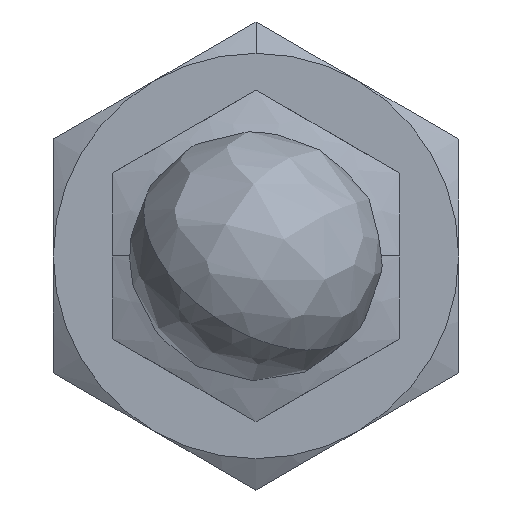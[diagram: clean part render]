
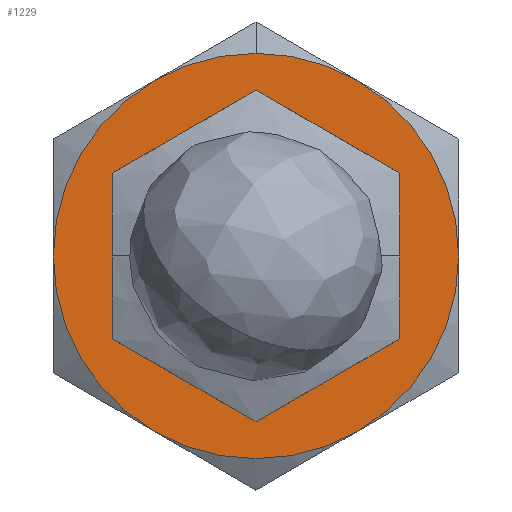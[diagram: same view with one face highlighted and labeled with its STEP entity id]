
A CAD part, front view. The second image highlights one B-rep face of the part: STEP entity #1229.
In plain terms, the highlighted planar face has unit normal (0, -1, 0).
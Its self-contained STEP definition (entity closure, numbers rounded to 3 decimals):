
#14 = EDGE_CURVE ( 'NONE', #2639, #1548, #1268, .T. ) ;
#18 = DIRECTION ( 'NONE',  ( 0., 0., 1. ) ) ;
#27 = CIRCLE ( 'NONE', #314, 12. ) ;
#32 = AXIS2_PLACEMENT_3D ( 'NONE', #1786, #77, #1164 ) ;
#77 = DIRECTION ( 'NONE',  ( 0., 1., 0. ) ) ;
#80 = AXIS2_PLACEMENT_3D ( 'NONE', #2044, #1354, #1091 ) ;
#97 = AXIS2_PLACEMENT_3D ( 'NONE', #2090, #524, #2315 ) ;
#150 = DIRECTION ( 'NONE',  ( 0., 1., 0. ) ) ;
#224 = FACE_OUTER_BOUND ( 'NONE', #2022, .T. ) ;
#231 = DIRECTION ( 'NONE',  ( 0., 1., 0. ) ) ;
#312 = EDGE_CURVE ( 'NONE', #845, #2673, #1221, .T. ) ;
#314 = AXIS2_PLACEMENT_3D ( 'NONE', #1771, #231, #2012 ) ;
#325 = AXIS2_PLACEMENT_3D ( 'NONE', #2684, #1195, #2892 ) ;
#328 = AXIS2_PLACEMENT_3D ( 'NONE', #2004, #434, #2230 ) ;
#369 = AXIS2_PLACEMENT_3D ( 'NONE', #2883, #1471, #18 ) ;
#409 = AXIS2_PLACEMENT_3D ( 'NONE', #1433, #3040, #1725 ) ;
#434 = DIRECTION ( 'NONE',  ( 0., 1., 0. ) ) ;
#455 = AXIS2_PLACEMENT_3D ( 'NONE', #887, #2646, #1146 ) ;
#505 = PLANE ( 'NONE',  #97 ) ;
#517 = VERTEX_POINT ( 'NONE', #1952 ) ;
#524 = DIRECTION ( 'NONE',  ( 0., 1., 0. ) ) ;
#539 = CARTESIAN_POINT ( 'NONE',  ( 0., 167.48, 8. ) ) ;
#588 = AXIS2_PLACEMENT_3D ( 'NONE', #1660, #150, #1906 ) ;
#639 = CARTESIAN_POINT ( 'NONE',  ( 6., 167.48, 10.392 ) ) ;
#844 = CIRCLE ( 'NONE', #369, 12. ) ;
#845 = VERTEX_POINT ( 'NONE', #1481 ) ;
#861 = CARTESIAN_POINT ( 'NONE',  ( -6., 167.48, 10.392 ) ) ;
#869 = CARTESIAN_POINT ( 'NONE',  ( 6., 167.48, -10.392 ) ) ;
#887 = CARTESIAN_POINT ( 'NONE',  ( 0., 167.48, 0. ) ) ;
#920 = CIRCLE ( 'NONE', #455, 12. ) ;
#1091 = DIRECTION ( 'NONE',  ( 0., 0., -1. ) ) ;
#1146 = DIRECTION ( 'NONE',  ( 0., 0., 1. ) ) ;
#1164 = DIRECTION ( 'NONE',  ( 0., 0., 1. ) ) ;
#1179 = CARTESIAN_POINT ( 'NONE',  ( 12., 167.48, 0. ) ) ;
#1180 = VERTEX_POINT ( 'NONE', #869 ) ;
#1195 = DIRECTION ( 'NONE',  ( 0., -1., 0. ) ) ;
#1221 = CIRCLE ( 'NONE', #32, 12. ) ;
#1229 = ADVANCED_FACE ( 'NONE', ( #1484, #224 ), #505, .F. ) ;
#1230 = ORIENTED_EDGE ( 'NONE', *, *, #2921, .F. ) ;
#1233 = ORIENTED_EDGE ( 'NONE', *, *, #2777, .F. ) ;
#1268 = CIRCLE ( 'NONE', #80, 8. ) ;
#1354 = DIRECTION ( 'NONE',  ( 0., -1., 0. ) ) ;
#1425 = CARTESIAN_POINT ( 'NONE',  ( -12., 167.48, 0. ) ) ;
#1433 = CARTESIAN_POINT ( 'NONE',  ( 0., 167.48, 0. ) ) ;
#1461 = ORIENTED_EDGE ( 'NONE', *, *, #2507, .F. ) ;
#1471 = DIRECTION ( 'NONE',  ( 0., 1., 0. ) ) ;
#1481 = CARTESIAN_POINT ( 'NONE',  ( 0., 167.48, 12. ) ) ;
#1484 = FACE_BOUND ( 'NONE', #2397, .T. ) ;
#1491 = ORIENTED_EDGE ( 'NONE', *, *, #312, .F. ) ;
#1499 = ORIENTED_EDGE ( 'NONE', *, *, #2874, .F. ) ;
#1548 = VERTEX_POINT ( 'NONE', #539 ) ;
#1660 = CARTESIAN_POINT ( 'NONE',  ( 0., 167.48, 0. ) ) ;
#1679 = CARTESIAN_POINT ( 'NONE',  ( 0., 167.48, -8. ) ) ;
#1725 = DIRECTION ( 'NONE',  ( 0., 0., 1. ) ) ;
#1771 = CARTESIAN_POINT ( 'NONE',  ( 0., 167.48, 0. ) ) ;
#1777 = CIRCLE ( 'NONE', #328, 12. ) ;
#1786 = CARTESIAN_POINT ( 'NONE',  ( 0., 167.48, 0. ) ) ;
#1906 = DIRECTION ( 'NONE',  ( 0., 0., 1. ) ) ;
#1907 = ORIENTED_EDGE ( 'NONE', *, *, #2879, .F. ) ;
#1913 = ORIENTED_EDGE ( 'NONE', *, *, #2709, .F. ) ;
#1926 = CIRCLE ( 'NONE', #325, 8. ) ;
#1952 = CARTESIAN_POINT ( 'NONE',  ( -6., 167.48, -10.392 ) ) ;
#1980 = VERTEX_POINT ( 'NONE', #861 ) ;
#2004 = CARTESIAN_POINT ( 'NONE',  ( 0., 167.48, 0. ) ) ;
#2012 = DIRECTION ( 'NONE',  ( 0., 0., 1. ) ) ;
#2022 = EDGE_LOOP ( 'NONE', ( #1913, #1461, #1907, #1499, #1491, #1233, #1230 ) ) ;
#2044 = CARTESIAN_POINT ( 'NONE',  ( 0., 167.48, 0. ) ) ;
#2090 = CARTESIAN_POINT ( 'NONE',  ( 0., 167.48, 13.856 ) ) ;
#2199 = VERTEX_POINT ( 'NONE', #1425 ) ;
#2221 = CIRCLE ( 'NONE', #588, 12. ) ;
#2230 = DIRECTION ( 'NONE',  ( 0., 0., 1. ) ) ;
#2315 = DIRECTION ( 'NONE',  ( 0., 0., 1. ) ) ;
#2323 = ORIENTED_EDGE ( 'NONE', *, *, #2893, .F. ) ;
#2367 = VERTEX_POINT ( 'NONE', #1179 ) ;
#2397 = EDGE_LOOP ( 'NONE', ( #2665, #2323 ) ) ;
#2477 = CIRCLE ( 'NONE', #409, 12. ) ;
#2507 = EDGE_CURVE ( 'NONE', #1180, #517, #2221, .T. ) ;
#2639 = VERTEX_POINT ( 'NONE', #1679 ) ;
#2646 = DIRECTION ( 'NONE',  ( 0., 1., 0. ) ) ;
#2665 = ORIENTED_EDGE ( 'NONE', *, *, #14, .F. ) ;
#2673 = VERTEX_POINT ( 'NONE', #639 ) ;
#2684 = CARTESIAN_POINT ( 'NONE',  ( 0., 167.48, 0. ) ) ;
#2709 = EDGE_CURVE ( 'NONE', #517, #2199, #920, .T. ) ;
#2777 = EDGE_CURVE ( 'NONE', #1980, #845, #2477, .T. ) ;
#2874 = EDGE_CURVE ( 'NONE', #2673, #2367, #844, .T. ) ;
#2879 = EDGE_CURVE ( 'NONE', #2367, #1180, #1777, .T. ) ;
#2883 = CARTESIAN_POINT ( 'NONE',  ( 0., 167.48, 0. ) ) ;
#2892 = DIRECTION ( 'NONE',  ( 0., 0., -1. ) ) ;
#2893 = EDGE_CURVE ( 'NONE', #1548, #2639, #1926, .T. ) ;
#2921 = EDGE_CURVE ( 'NONE', #2199, #1980, #27, .T. ) ;
#3040 = DIRECTION ( 'NONE',  ( 0., 1., 0. ) ) ;
